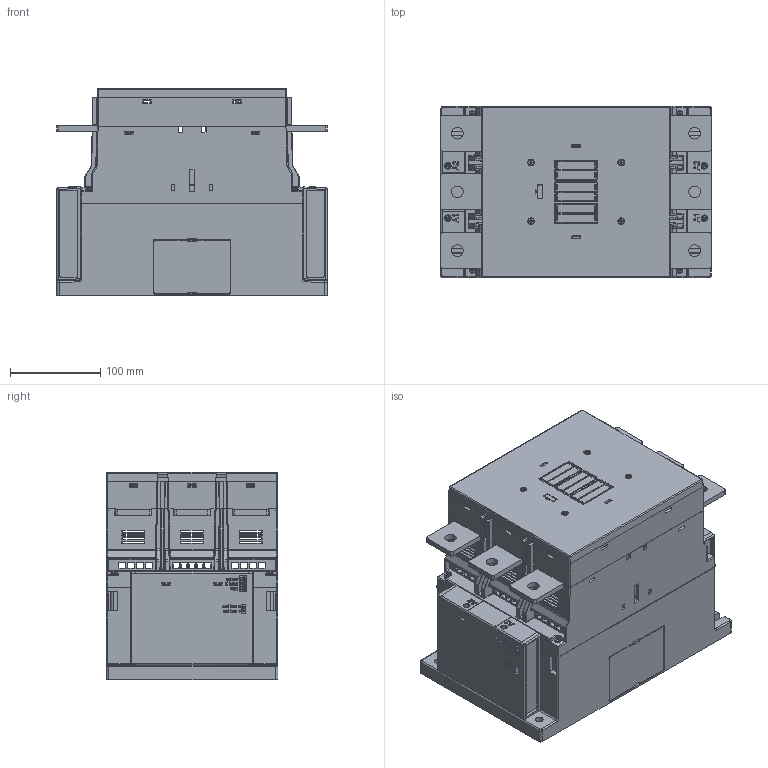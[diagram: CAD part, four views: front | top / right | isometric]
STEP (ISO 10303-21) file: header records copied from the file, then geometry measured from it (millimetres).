
FILE_DESCRIPTION(/* description */ (''),/* implementation_level */ '2;1');
FILE_NAME(/* name */ 'FILE_STP_CAD_DRAWING_3D_BF42000-63000_prt.stp',/* time_stamp */ '2024-10-04T19:26:55+02:00',/* author */ (''),/* organization */ (''),/* preprocessor_version */ 'ST-DEVELOPER v16.7',/* originating_system */ 'SIEMENS PLM Software NX 12.0',/* authorisation */ '');
FILE_SCHEMA (('AUTOMOTIVE_DESIGN { 1 0 10303 214 3 1 1 1 }'));
Products named in the file (1): 3D_BF42000-63000
Bounding box: 300.1 x 190 x 230 mm (x, y, z)
Surface area: 624041.2 mm2 (no closed solid volume)
Topology: 0 solids, 63 shells, 3580 faces, 13823 edges, 10173 vertices
Faces by surface type: plane 1989, cylinder 1004, cone 254, bspline 178, sphere 62, torus 49, extrusion 44
Full cylindrical faces by diameter (mm): 2.4 x4, 2.85 x4, 2.9 x4, 3 x3, 3.4 x4, 3.48 x4, 3.5 x4, 3.54 x4, 3.8 x4, 4 x2, 4.1 x4, 6.2 x4, 8.6 x2, 13 x6
Entity records: 158074 total; most frequent: CARTESIAN_POINT 43475, DIRECTION 23485, ORIENTED_EDGE 21515, EDGE_CURVE 13597, VERTEX_POINT 10116, VECTOR 9105, LINE 9061, AXIS2_PLACEMENT_3D 7190
